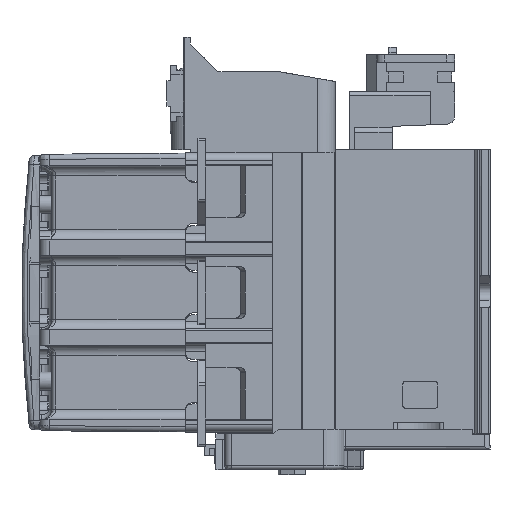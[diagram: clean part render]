
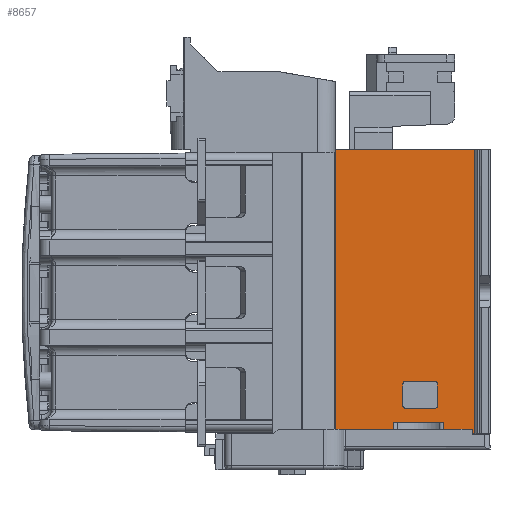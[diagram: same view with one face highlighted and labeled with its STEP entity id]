
A CAD part, left-side view. The second image highlights one B-rep face of the part: STEP entity #8657.
In plain terms, the highlighted planar face has unit normal (-1, 0, 0).
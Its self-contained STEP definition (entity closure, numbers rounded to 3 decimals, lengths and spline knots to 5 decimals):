
#588=DIRECTION('',(0.,1.,0.));
#589=VECTOR('',#588,0.02251);
#590=CARTESIAN_POINT('',(-0.03925,0.03779,-0.0555));
#591=LINE('',#590,#589);
#612=DIRECTION('',(0.,1.,0.));
#613=VECTOR('',#612,0.01231);
#614=CARTESIAN_POINT('',(-0.03925,0.0059,-0.0555));
#615=LINE('',#614,#613);
#1684=DIRECTION('',(0.,-1.,0.));
#1685=VECTOR('',#1684,0.05439);
#1686=CARTESIAN_POINT('',(-0.03925,0.06029,0.0555));
#1687=LINE('',#1686,#1685);
#3253=DIRECTION('',(0.,0.,-1.));
#3254=VECTOR('',#3253,0.111);
#3255=CARTESIAN_POINT('',(-0.03925,0.0059,0.0555));
#3256=LINE('',#3255,#3254);
#3257=DIRECTION('',(0.,-1.,0.));
#3258=VECTOR('',#3257,0.01957);
#3259=CARTESIAN_POINT('',(-0.03925,0.03779,-0.0511));
#3260=LINE('',#3259,#3258);
#3261=CARTESIAN_POINT('',(-0.03925,0.0215,-0.036));
#3262=DIRECTION('',(1.,0.,0.));
#3263=DIRECTION('',(0.,0.,1.));
#3264=AXIS2_PLACEMENT_3D('',#3261,#3262,#3263);
#3266=DIRECTION('',(0.,-1.,0.));
#3267=VECTOR('',#3266,0.0115);
#3268=CARTESIAN_POINT('',(-0.03925,0.033,-0.035));
#3269=LINE('',#3268,#3267);
#3270=CARTESIAN_POINT('',(-0.03925,0.033,-0.036));
#3271=DIRECTION('',(1.,0.,0.));
#3272=DIRECTION('',(0.,1.,0.));
#3273=AXIS2_PLACEMENT_3D('',#3270,#3271,#3272);
#3275=DIRECTION('',(0.,0.,1.));
#3276=VECTOR('',#3275,0.0085);
#3277=CARTESIAN_POINT('',(-0.03925,0.034,-0.0445));
#3278=LINE('',#3277,#3276);
#3279=CARTESIAN_POINT('',(-0.03925,0.033,-0.0445));
#3280=DIRECTION('',(1.,0.,0.));
#3281=DIRECTION('',(0.,0.,-1.));
#3282=AXIS2_PLACEMENT_3D('',#3279,#3280,#3281);
#3284=DIRECTION('',(0.,1.,0.));
#3285=VECTOR('',#3284,0.0115);
#3286=CARTESIAN_POINT('',(-0.03925,0.0215,-0.0455));
#3287=LINE('',#3286,#3285);
#3288=CARTESIAN_POINT('',(-0.03925,0.0215,-0.0445));
#3289=DIRECTION('',(1.,0.,0.));
#3290=DIRECTION('',(0.,-1.,0.));
#3291=AXIS2_PLACEMENT_3D('',#3288,#3289,#3290);
#3293=DIRECTION('',(0.,0.,-1.));
#3294=VECTOR('',#3293,0.0085);
#3295=CARTESIAN_POINT('',(-0.03925,0.0205,-0.036));
#3296=LINE('',#3295,#3294);
#3297=DIRECTION('',(0.,0.,1.));
#3298=VECTOR('',#3297,0.111);
#3299=CARTESIAN_POINT('',(-0.03925,0.06029,-0.0555));
#3300=LINE('',#3299,#3298);
#3888=DIRECTION('',(0.,0.,-1.));
#3889=VECTOR('',#3888,0.0044);
#3890=CARTESIAN_POINT('',(-0.03925,0.03779,-0.0511));
#3891=LINE('',#3890,#3889);
#3912=DIRECTION('',(0.,0.,1.));
#3913=VECTOR('',#3912,0.0044);
#3914=CARTESIAN_POINT('',(-0.03925,0.01821,-0.0555));
#3915=LINE('',#3914,#3913);
#4780=CARTESIAN_POINT('',(-0.03925,0.034,-0.036));
#4781=CARTESIAN_POINT('',(-0.03925,0.033,-0.035));
#4782=VERTEX_POINT('',#4780);
#4783=VERTEX_POINT('',#4781);
#4788=CARTESIAN_POINT('',(-0.03925,0.0215,-0.035));
#4790=VERTEX_POINT('',#4788);
#4792=CARTESIAN_POINT('',(-0.03925,0.0205,-0.036));
#4793=VERTEX_POINT('',#4792);
#4796=CARTESIAN_POINT('',(-0.03925,0.0205,-0.0445));
#4798=VERTEX_POINT('',#4796);
#4800=CARTESIAN_POINT('',(-0.03925,0.0215,-0.0455));
#4801=VERTEX_POINT('',#4800);
#4804=CARTESIAN_POINT('',(-0.03925,0.033,-0.0455));
#4806=VERTEX_POINT('',#4804);
#4808=CARTESIAN_POINT('',(-0.03925,0.034,-0.0445));
#4809=VERTEX_POINT('',#4808);
#4952=CARTESIAN_POINT('',(-0.03925,0.01821,-0.0555));
#4954=VERTEX_POINT('',#4952);
#4957=CARTESIAN_POINT('',(-0.03925,0.01821,-0.0511));
#4959=VERTEX_POINT('',#4957);
#4960=CARTESIAN_POINT('',(-0.03925,0.03779,-0.0511));
#4961=VERTEX_POINT('',#4960);
#4967=CARTESIAN_POINT('',(-0.03925,0.03779,-0.0555));
#4969=VERTEX_POINT('',#4967);
#5366=CARTESIAN_POINT('',(-0.03925,0.06029,-0.0555));
#5367=VERTEX_POINT('',#5366);
#5368=CARTESIAN_POINT('',(-0.03925,0.06029,0.0555));
#5369=VERTEX_POINT('',#5368);
#5370=CARTESIAN_POINT('',(-0.03925,0.0059,0.0555));
#5371=VERTEX_POINT('',#5370);
#5372=CARTESIAN_POINT('',(-0.03925,0.0059,-0.0555));
#5373=VERTEX_POINT('',#5372);
#8620=CARTESIAN_POINT('',(-0.03925,0.063,0.0555));
#8621=DIRECTION('',(-1.,0.,0.));
#8622=DIRECTION('',(0.,1.,0.));
#8623=AXIS2_PLACEMENT_3D('',#8620,#8621,#8622);
#8624=PLANE('',#8623);
#8625=ORIENTED_EDGE('',*,*,#6077,.T.);
#8627=ORIENTED_EDGE('',*,*,#8626,.T.);
#8628=ORIENTED_EDGE('',*,*,#6594,.T.);
#8629=ORIENTED_EDGE('',*,*,#8612,.T.);
#8630=ORIENTED_EDGE('',*,*,#6087,.T.);
#8632=ORIENTED_EDGE('',*,*,#8631,.T.);
#8634=ORIENTED_EDGE('',*,*,#8633,.F.);
#8636=ORIENTED_EDGE('',*,*,#8635,.T.);
#8637=EDGE_LOOP('',(#8625,#8627,#8628,#8629,#8630,#8632,#8634,#8636));
#8638=FACE_OUTER_BOUND('',#8637,.F.);
#8640=ORIENTED_EDGE('',*,*,#8639,.F.);
#8642=ORIENTED_EDGE('',*,*,#8641,.F.);
#8644=ORIENTED_EDGE('',*,*,#8643,.F.);
#8646=ORIENTED_EDGE('',*,*,#8645,.F.);
#8648=ORIENTED_EDGE('',*,*,#8647,.F.);
#8650=ORIENTED_EDGE('',*,*,#8649,.F.);
#8652=ORIENTED_EDGE('',*,*,#8651,.F.);
#8654=ORIENTED_EDGE('',*,*,#8653,.F.);
#8655=EDGE_LOOP('',(#8640,#8642,#8644,#8646,#8648,#8650,#8652,#8654));
#8656=FACE_BOUND('',#8655,.F.);
#8657=ADVANCED_FACE('',(#8638,#8656),#8624,.T.);
#3265=CIRCLE('',#3264,0.001);
#3274=CIRCLE('',#3273,0.001);
#3283=CIRCLE('',#3282,0.001);
#3292=CIRCLE('',#3291,0.001);
#6077=EDGE_CURVE('',#4969,#5367,#591,.T.);
#6087=EDGE_CURVE('',#5373,#4954,#615,.T.);
#6594=EDGE_CURVE('',#5369,#5371,#1687,.T.);
#8612=EDGE_CURVE('',#5371,#5373,#3256,.T.);
#8626=EDGE_CURVE('',#5367,#5369,#3300,.T.);
#8631=EDGE_CURVE('',#4954,#4959,#3915,.T.);
#8633=EDGE_CURVE('',#4961,#4959,#3260,.T.);
#8635=EDGE_CURVE('',#4961,#4969,#3891,.T.);
#8639=EDGE_CURVE('',#4790,#4793,#3265,.T.);
#8641=EDGE_CURVE('',#4783,#4790,#3269,.T.);
#8643=EDGE_CURVE('',#4782,#4783,#3274,.T.);
#8645=EDGE_CURVE('',#4809,#4782,#3278,.T.);
#8647=EDGE_CURVE('',#4806,#4809,#3283,.T.);
#8649=EDGE_CURVE('',#4801,#4806,#3287,.T.);
#8651=EDGE_CURVE('',#4798,#4801,#3292,.T.);
#8653=EDGE_CURVE('',#4793,#4798,#3296,.T.);
